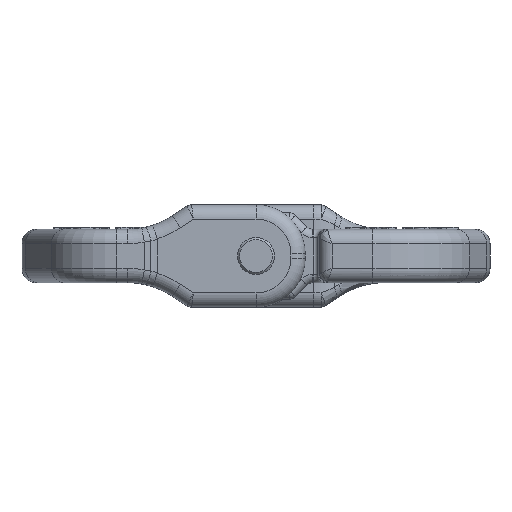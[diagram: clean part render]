
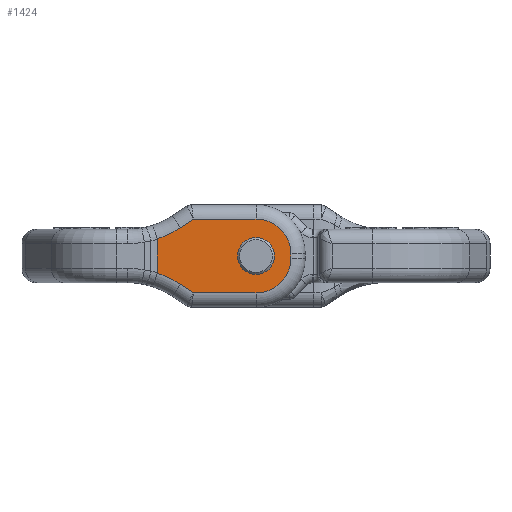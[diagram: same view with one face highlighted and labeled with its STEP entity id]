
A CAD part, front view. The second image highlights one B-rep face of the part: STEP entity #1424.
In plain terms, the highlighted planar face has unit normal (0, -1, 0).
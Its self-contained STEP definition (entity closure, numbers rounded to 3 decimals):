
#1424=ADVANCED_FACE('',(#2830,#2831),#2182,.T.);
#2182=PLANE('',#13120);
#2426=CIRCLE('',#13115,4.5);
#2427=CIRCLE('',#13116,23.5);
#2428=CIRCLE('',#13117,8.5);
#2429=CIRCLE('',#13118,8.5);
#2430=CIRCLE('',#13119,23.5);
#2830=FACE_BOUND('',#2950,.T.);
#2831=FACE_BOUND('',#2951,.T.);
#2950=EDGE_LOOP('',(#4852));
#2951=EDGE_LOOP('',(#4853,#4854,#4855,#4856,#4857,#4858,#4859,#4860,#4861,
#4862));
#4852=ORIENTED_EDGE('',*,*,#9731,.T.);
#4853=ORIENTED_EDGE('',*,*,#9732,.T.);
#4854=ORIENTED_EDGE('',*,*,#9733,.T.);
#4855=ORIENTED_EDGE('',*,*,#9734,.T.);
#4856=ORIENTED_EDGE('',*,*,#9735,.T.);
#4857=ORIENTED_EDGE('',*,*,#9736,.T.);
#4858=ORIENTED_EDGE('',*,*,#9737,.T.);
#4859=ORIENTED_EDGE('',*,*,#9738,.T.);
#4860=ORIENTED_EDGE('',*,*,#9739,.T.);
#4861=ORIENTED_EDGE('',*,*,#9740,.T.);
#4862=ORIENTED_EDGE('',*,*,#9741,.T.);
#8566=VERTEX_POINT('',#17938);
#8567=VERTEX_POINT('',#17940);
#8568=VERTEX_POINT('',#17941);
#8569=VERTEX_POINT('',#17943);
#8570=VERTEX_POINT('',#17945);
#8571=VERTEX_POINT('',#17947);
#8572=VERTEX_POINT('',#17949);
#8573=VERTEX_POINT('',#17951);
#8574=VERTEX_POINT('',#17953);
#8575=VERTEX_POINT('',#17955);
#8576=VERTEX_POINT('',#17957);
#9731=EDGE_CURVE('',#8566,#8566,#2426,.T.);
#9732=EDGE_CURVE('',#8567,#8568,#11468,.T.);
#9733=EDGE_CURVE('',#8568,#8569,#2427,.T.);
#9734=EDGE_CURVE('',#8569,#8570,#11469,.T.);
#9735=EDGE_CURVE('',#8570,#8571,#11470,.T.);
#9736=EDGE_CURVE('',#8571,#8572,#2428,.T.);
#9737=EDGE_CURVE('',#8572,#8573,#11471,.T.);
#9738=EDGE_CURVE('',#8573,#8574,#2429,.T.);
#9739=EDGE_CURVE('',#8574,#8575,#11472,.T.);
#9740=EDGE_CURVE('',#8575,#8576,#11473,.T.);
#9741=EDGE_CURVE('',#8576,#8567,#2430,.T.);
#11468=LINE('',#17939,#12230);
#11469=LINE('',#17944,#12231);
#11470=LINE('',#17946,#12232);
#11471=LINE('',#17950,#12233);
#11472=LINE('',#17954,#12234);
#11473=LINE('',#17956,#12235);
#12230=VECTOR('',#14280,1.);
#12231=VECTOR('',#14283,1.);
#12232=VECTOR('',#14284,1.);
#12233=VECTOR('',#14287,1.);
#12234=VECTOR('',#14290,1.);
#12235=VECTOR('',#14291,1.);
#13115=AXIS2_PLACEMENT_3D('',#17937,#14278,#14279);
#13116=AXIS2_PLACEMENT_3D('',#17942,#14281,#14282);
#13117=AXIS2_PLACEMENT_3D('',#17948,#14285,#14286);
#13118=AXIS2_PLACEMENT_3D('',#17952,#14288,#14289);
#13119=AXIS2_PLACEMENT_3D('',#17958,#14292,#14293);
#13120=AXIS2_PLACEMENT_3D('',#17959,#14294,#14295);
#14278=DIRECTION('',(0.,1.,0.));
#14279=DIRECTION('',(1.,0.,0.));
#14280=DIRECTION('',(0.,0.,-1.));
#14281=DIRECTION('',(0.,1.,0.));
#14282=DIRECTION('',(1.,0.,0.));
#14283=DIRECTION('',(0.835,0.,-0.55));
#14284=DIRECTION('',(1.,0.,0.));
#14285=DIRECTION('',(0.,-1.,0.));
#14286=DIRECTION('',(1.,0.,0.));
#14287=DIRECTION('',(0.,0.,1.));
#14288=DIRECTION('',(0.,-1.,0.));
#14289=DIRECTION('',(1.,0.,0.));
#14290=DIRECTION('',(-1.,0.,0.));
#14291=DIRECTION('',(-0.835,0.,-0.55));
#14292=DIRECTION('',(0.,1.,0.));
#14293=DIRECTION('',(1.,0.,0.));
#14294=DIRECTION('',(0.,-1.,0.));
#14295=DIRECTION('',(1.,0.,0.));
#17937=CARTESIAN_POINT('',(0.,-32.75,0.));
#17938=CARTESIAN_POINT('',(4.5,-32.75,0.));
#17939=CARTESIAN_POINT('',(-24.028,-32.75,0.));
#17940=CARTESIAN_POINT('',(-24.028,-32.75,4.183));
#17941=CARTESIAN_POINT('',(-24.028,-32.75,-4.183));
#17942=CARTESIAN_POINT('',(-31.392,-32.75,-26.5));
#17943=CARTESIAN_POINT('',(-18.456,-32.75,-6.881));
#17944=CARTESIAN_POINT('',(5.354,-32.75,-22.58));
#17945=CARTESIAN_POINT('',(-15.242,-32.75,-9.));
#17946=CARTESIAN_POINT('',(-15.692,-32.75,-9.));
#17947=CARTESIAN_POINT('',(0.,-32.75,-9.));
#17948=CARTESIAN_POINT('',(0.,-32.75,-0.5));
#17949=CARTESIAN_POINT('',(8.5,-32.75,-0.5));
#17950=CARTESIAN_POINT('',(8.5,-32.75,12.5));
#17951=CARTESIAN_POINT('',(8.5,-32.75,0.5));
#17952=CARTESIAN_POINT('',(0.,-32.75,0.5));
#17953=CARTESIAN_POINT('',(0.,-32.75,9.));
#17954=CARTESIAN_POINT('',(-15.692,-32.75,9.));
#17955=CARTESIAN_POINT('',(-15.242,-32.75,9.));
#17956=CARTESIAN_POINT('',(5.354,-32.75,22.58));
#17957=CARTESIAN_POINT('',(-18.456,-32.75,6.881));
#17958=CARTESIAN_POINT('',(-31.392,-32.75,26.5));
#17959=CARTESIAN_POINT('',(12.,-32.75,12.5));
